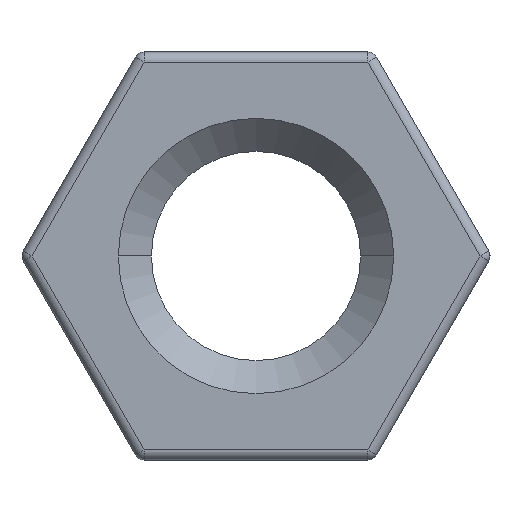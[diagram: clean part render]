
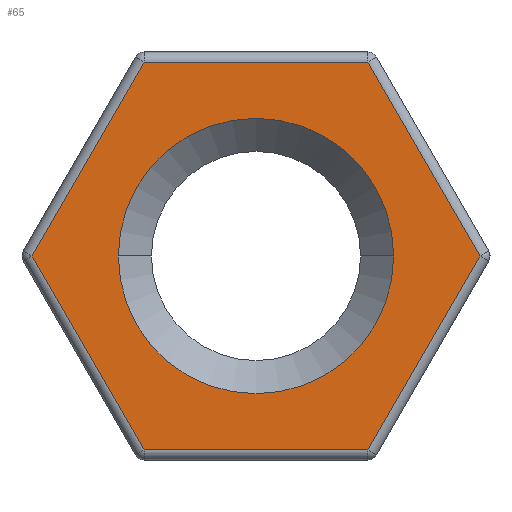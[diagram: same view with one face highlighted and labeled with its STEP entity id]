
A CAD part, left-side view. The second image highlights one B-rep face of the part: STEP entity #65.
In plain terms, the highlighted planar face has unit normal (-1, 0, 0).
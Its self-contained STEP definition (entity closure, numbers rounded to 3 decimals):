
#41 = VECTOR ( 'NONE', #1091, 1000. ) ;
#54 = CARTESIAN_POINT ( 'NONE',  ( 0., 1.097, 1.9 ) ) ;
#65 = ADVANCED_FACE ( 'NONE', ( #645, #1149 ), #1166, .F. ) ;
#70 = CARTESIAN_POINT ( 'NONE',  ( 0., 0., 0. ) ) ;
#75 = VECTOR ( 'NONE', #603, 1000. ) ;
#91 = CARTESIAN_POINT ( 'NONE',  ( 0., -1.645, -0.95 ) ) ;
#92 = VECTOR ( 'NONE', #1261, 1000. ) ;
#125 = EDGE_LOOP ( 'NONE', ( #737, #299 ) ) ;
#140 = ORIENTED_EDGE ( 'NONE', *, *, #842, .T. ) ;
#147 = EDGE_CURVE ( 'NONE', #491, #1000, #812, .T. ) ;
#186 = DIRECTION ( 'NONE',  ( 0., 1., 0. ) ) ;
#222 = DIRECTION ( 'NONE',  ( 0., 1., 0. ) ) ;
#236 = ORIENTED_EDGE ( 'NONE', *, *, #639, .T. ) ;
#262 = CARTESIAN_POINT ( 'NONE',  ( 0., -1.35, 0. ) ) ;
#295 = CARTESIAN_POINT ( 'NONE',  ( 0., -1.097, -1.9 ) ) ;
#299 = ORIENTED_EDGE ( 'NONE', *, *, #1170, .T. ) ;
#306 = VERTEX_POINT ( 'NONE', #1195 ) ;
#307 = CARTESIAN_POINT ( 'NONE',  ( 0., 1.645, -0.95 ) ) ;
#334 = ORIENTED_EDGE ( 'NONE', *, *, #147, .T. ) ;
#342 = CARTESIAN_POINT ( 'NONE',  ( 0., 1.645, 0.95 ) ) ;
#364 = VERTEX_POINT ( 'NONE', #262 ) ;
#372 = LINE ( 'NONE', #982, #75 ) ;
#381 = LINE ( 'NONE', #1077, #92 ) ;
#388 = ORIENTED_EDGE ( 'NONE', *, *, #715, .T. ) ;
#394 = AXIS2_PLACEMENT_3D ( 'NONE', #70, #769, #186 ) ;
#461 = VERTEX_POINT ( 'NONE', #473 ) ;
#469 = LINE ( 'NONE', #1247, #939 ) ;
#473 = CARTESIAN_POINT ( 'NONE',  ( 0., -1.097, 1.9 ) ) ;
#475 = CARTESIAN_POINT ( 'NONE',  ( 0., 0., 0. ) ) ;
#491 = VERTEX_POINT ( 'NONE', #54 ) ;
#508 = VERTEX_POINT ( 'NONE', #295 ) ;
#533 = ORIENTED_EDGE ( 'NONE', *, *, #762, .T. ) ;
#565 = DIRECTION ( 'NONE',  ( 0., 1., 0. ) ) ;
#590 = VECTOR ( 'NONE', #1079, 1000. ) ;
#600 = CIRCLE ( 'NONE', #996, 1.35 ) ;
#603 = DIRECTION ( 'NONE',  ( 0., 0.5, 0.866 ) ) ;
#608 = CARTESIAN_POINT ( 'NONE',  ( 0., 0., 0. ) ) ;
#616 = EDGE_CURVE ( 'NONE', #660, #461, #372, .T. ) ;
#639 = EDGE_CURVE ( 'NONE', #508, #660, #833, .T. ) ;
#645 = FACE_OUTER_BOUND ( 'NONE', #664, .T. ) ;
#660 = VERTEX_POINT ( 'NONE', #1172 ) ;
#664 = EDGE_LOOP ( 'NONE', ( #754, #533, #334, #388, #140, #236 ) ) ;
#715 = EDGE_CURVE ( 'NONE', #1000, #306, #1250, .T. ) ;
#737 = ORIENTED_EDGE ( 'NONE', *, *, #1272, .T. ) ;
#754 = ORIENTED_EDGE ( 'NONE', *, *, #616, .T. ) ;
#762 = EDGE_CURVE ( 'NONE', #461, #491, #469, .T. ) ;
#769 = DIRECTION ( 'NONE',  ( 1., 0., 0. ) ) ;
#797 = DIRECTION ( 'NONE',  ( 1., 0., 0. ) ) ;
#812 = LINE ( 'NONE', #342, #41 ) ;
#832 = CARTESIAN_POINT ( 'NONE',  ( 0., 1.35, 0. ) ) ;
#833 = LINE ( 'NONE', #91, #590 ) ;
#842 = EDGE_CURVE ( 'NONE', #306, #508, #381, .T. ) ;
#865 = DIRECTION ( 'NONE',  ( 0., -0.5, -0.866 ) ) ;
#939 = VECTOR ( 'NONE', #1155, 1000. ) ;
#982 = CARTESIAN_POINT ( 'NONE',  ( 0., -1.645, 0.95 ) ) ;
#996 = AXIS2_PLACEMENT_3D ( 'NONE', #475, #1131, #565 ) ;
#1000 = VERTEX_POINT ( 'NONE', #1197 ) ;
#1044 = AXIS2_PLACEMENT_3D ( 'NONE', #608, #797, #222 ) ;
#1077 = CARTESIAN_POINT ( 'NONE',  ( 0., 0., -1.9 ) ) ;
#1079 = DIRECTION ( 'NONE',  ( 0., -0.5, 0.866 ) ) ;
#1091 = DIRECTION ( 'NONE',  ( 0., 0.5, -0.866 ) ) ;
#1131 = DIRECTION ( 'NONE',  ( 1., 0., 0. ) ) ;
#1137 = VERTEX_POINT ( 'NONE', #832 ) ;
#1149 = FACE_BOUND ( 'NONE', #125, .T. ) ;
#1155 = DIRECTION ( 'NONE',  ( 0., 1., 0. ) ) ;
#1166 = PLANE ( 'NONE',  #1044 ) ;
#1170 = EDGE_CURVE ( 'NONE', #364, #1137, #600, .T. ) ;
#1172 = CARTESIAN_POINT ( 'NONE',  ( 0., -2.194, 0. ) ) ;
#1195 = CARTESIAN_POINT ( 'NONE',  ( 0., 1.097, -1.9 ) ) ;
#1197 = CARTESIAN_POINT ( 'NONE',  ( 0., 2.194, 0. ) ) ;
#1219 = VECTOR ( 'NONE', #865, 1000. ) ;
#1247 = CARTESIAN_POINT ( 'NONE',  ( 0., 0., 1.9 ) ) ;
#1250 = LINE ( 'NONE', #307, #1219 ) ;
#1260 = CIRCLE ( 'NONE', #394, 1.35 ) ;
#1261 = DIRECTION ( 'NONE',  ( 0., -1., 0. ) ) ;
#1272 = EDGE_CURVE ( 'NONE', #1137, #364, #1260, .T. ) ;
